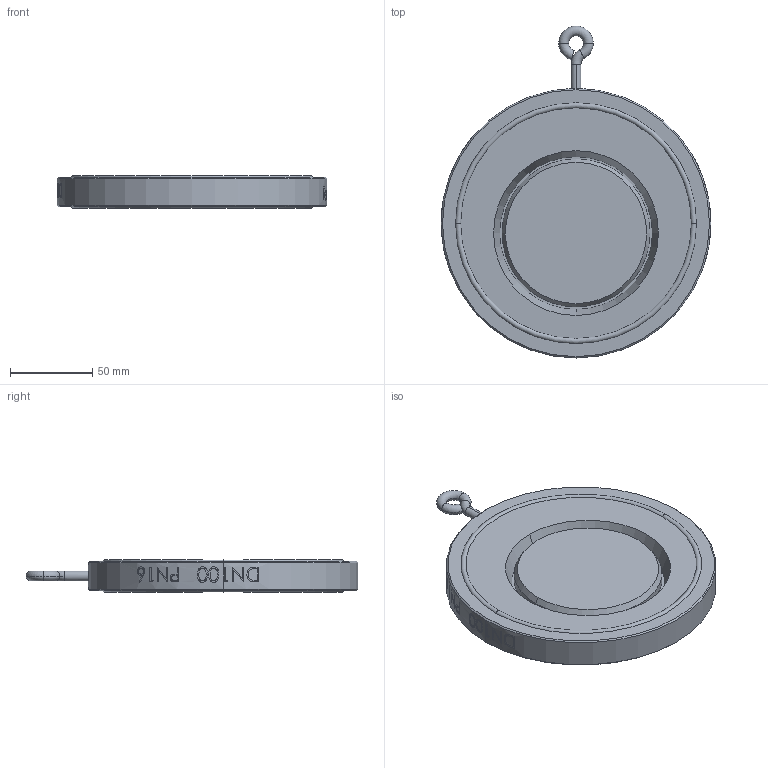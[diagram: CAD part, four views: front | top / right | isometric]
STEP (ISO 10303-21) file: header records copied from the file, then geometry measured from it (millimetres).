
FILE_DESCRIPTION (( 'STEP AP214' ), '1' );
FILE_NAME ('RK100-Rückschlagklappe-DN100-PN16-Fergo.STEP', '2022-11-16T12:41:07', ( '' ), ( '' ), 'SwSTEP 2.0', 'SolidWorks 2022', '' );
FILE_SCHEMA (( 'AUTOMOTIVE_DESIGN' ));
Length unit declared in the file: millimetre
Products named in the file (1): RK100-Rückschlagklappe-DN100-PN16-Fergo
Bounding box: 164 x 202 x 19.79 mm (x, y, z)
Volume: 330088.6 mm3; surface area: 63286.1 mm2
Topology: 1 solids, 2 shells, 82 faces, 313 edges, 271 vertices
Faces by surface type: cylinder 41, torus 20, plane 11, cone 10
Entity records: 8338 total; most frequent: CARTESIAN_POINT 5625, ORIENTED_EDGE 626, DIRECTION 478, EDGE_CURVE 313, VERTEX_POINT 271, AXIS2_PLACEMENT_3D 210, B_SPLINE_CURVE_WITH_KNOTS 128, CIRCLE 127
